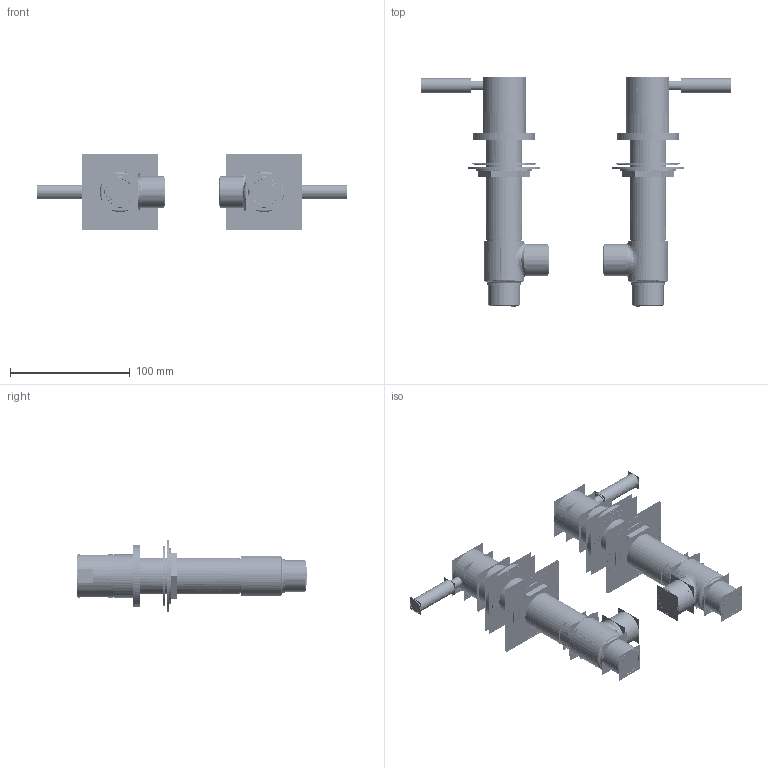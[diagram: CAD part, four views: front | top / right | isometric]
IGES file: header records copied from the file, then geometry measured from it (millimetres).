
Start section:  PTC IGES file: DE350DC.igs
Global section: file name: DE350DC.igs; native system: Pro/ENGINEER by Parametric Technology Corporation; preprocessor: 2009360; author: user321; organization: Unknown; date: 20191226.155317; units: millimetre
Bounding box: 258.6 x 191.71 x 62.92 mm (x, y, z)
Volume: 310871.8 mm3; surface area: 1694810.1 mm2
Topology: 44 solids, 76 shells, 4080 faces, 24190 edges, 33252 vertices
Faces by surface type: revolution 2420, bspline 1660
